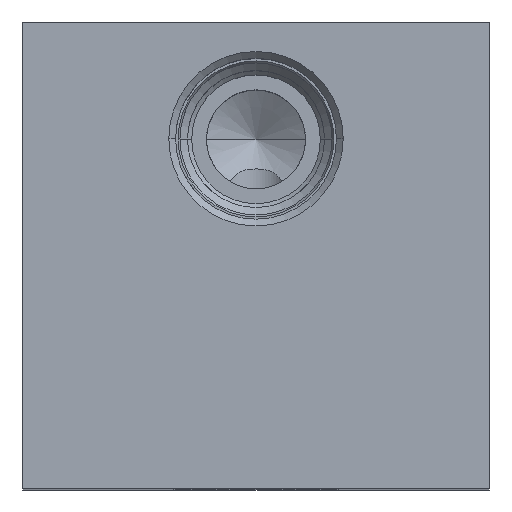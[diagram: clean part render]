
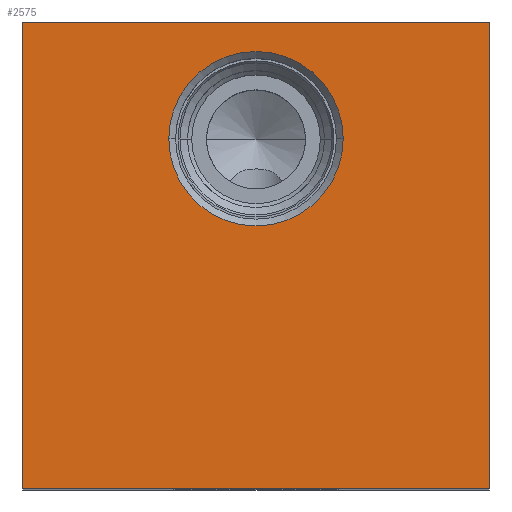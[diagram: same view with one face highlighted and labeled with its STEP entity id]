
A CAD part, top view. The second image highlights one B-rep face of the part: STEP entity #2575.
In plain terms, the highlighted planar face has unit normal (0, 0, 1).
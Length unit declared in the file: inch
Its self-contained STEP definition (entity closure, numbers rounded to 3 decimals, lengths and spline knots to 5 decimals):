
#113=DIRECTION('',(0.,-1.,0.));
#114=VECTOR('',#113,2.5);
#115=CARTESIAN_POINT('',(0.,0.,3.375));
#116=LINE('',#115,#114);
#117=DIRECTION('',(-1.,0.,0.));
#118=VECTOR('',#117,2.5);
#119=CARTESIAN_POINT('',(2.5,0.,3.375));
#120=LINE('',#119,#118);
#121=DIRECTION('',(0.,1.,0.));
#122=VECTOR('',#121,2.5);
#123=CARTESIAN_POINT('',(2.5,-2.5,3.375));
#124=LINE('',#123,#122);
#125=DIRECTION('',(1.,0.,0.));
#126=VECTOR('',#125,2.5);
#127=CARTESIAN_POINT('',(0.,-2.5,3.375));
#128=LINE('',#127,#126);
#129=CARTESIAN_POINT('',(1.25,-0.625,3.375));
#130=DIRECTION('',(0.,0.,-1.));
#131=DIRECTION('',(-1.,0.,0.));
#132=AXIS2_PLACEMENT_3D('',#129,#130,#131);
#134=CARTESIAN_POINT('',(1.25,-0.625,3.375));
#135=DIRECTION('',(0.,0.,-1.));
#136=DIRECTION('',(1.,0.,0.));
#137=AXIS2_PLACEMENT_3D('',#134,#135,#136);
#2125=CARTESIAN_POINT('',(0.,0.,3.375));
#2126=CARTESIAN_POINT('',(0.,-2.5,3.375));
#2127=VERTEX_POINT('',#2125);
#2128=VERTEX_POINT('',#2126);
#2129=CARTESIAN_POINT('',(2.5,-2.5,3.375));
#2130=VERTEX_POINT('',#2129);
#2131=CARTESIAN_POINT('',(2.5,0.,3.375));
#2132=VERTEX_POINT('',#2131);
#2169=CARTESIAN_POINT('',(1.717,-0.625,3.375));
#2170=VERTEX_POINT('',#2169);
#2179=CARTESIAN_POINT('',(0.783,-0.625,3.375));
#2180=VERTEX_POINT('',#2179);
#2558=CARTESIAN_POINT('',(0.,0.,3.375));
#2559=DIRECTION('',(0.,0.,1.));
#2560=DIRECTION('',(1.,0.,0.));
#2561=AXIS2_PLACEMENT_3D('',#2558,#2559,#2560);
#2562=PLANE('',#2561);
#2563=ORIENTED_EDGE('',*,*,#2468,.F.);
#2564=ORIENTED_EDGE('',*,*,#2495,.F.);
#2565=ORIENTED_EDGE('',*,*,#2521,.F.);
#2566=ORIENTED_EDGE('',*,*,#2540,.F.);
#2567=EDGE_LOOP('',(#2563,#2564,#2565,#2566));
#2568=FACE_OUTER_BOUND('',#2567,.F.);
#2570=ORIENTED_EDGE('',*,*,#2569,.F.);
#2572=ORIENTED_EDGE('',*,*,#2571,.F.);
#2573=EDGE_LOOP('',(#2570,#2572));
#2574=FACE_BOUND('',#2573,.F.);
#2575=ADVANCED_FACE('',(#2568,#2574),#2562,.T.);
#133=CIRCLE('',#132,0.467);
#138=CIRCLE('',#137,0.467);
#2468=EDGE_CURVE('',#2127,#2128,#116,.T.);
#2495=EDGE_CURVE('',#2132,#2127,#120,.T.);
#2521=EDGE_CURVE('',#2130,#2132,#124,.T.);
#2540=EDGE_CURVE('',#2128,#2130,#128,.T.);
#2569=EDGE_CURVE('',#2180,#2170,#133,.T.);
#2571=EDGE_CURVE('',#2170,#2180,#138,.T.);
